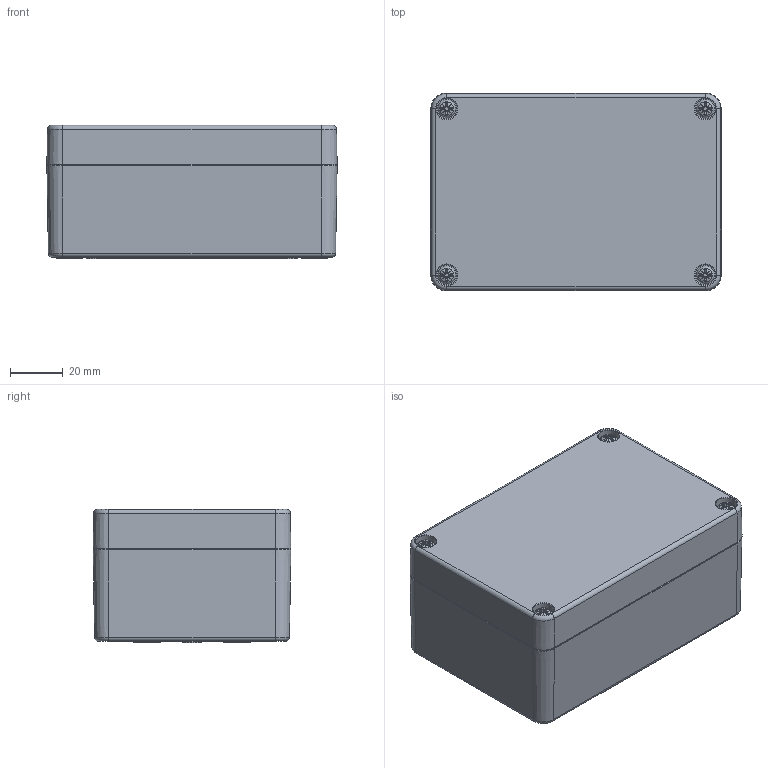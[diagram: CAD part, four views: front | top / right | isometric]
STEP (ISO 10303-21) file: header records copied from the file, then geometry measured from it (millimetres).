
FILE_DESCRIPTION((''),'2;1');
FILE_NAME('3211100360-MBP-Ex-leer_117550_VE.stp','2014-05-16T13:29:52',('robin.rentz'),(''),'Autodesk Inventor 2012','Autodesk Inventor 2012','');
FILE_SCHEMA(('AUTOMOTIVE_DESIGN { 1 0 10303 214 1 1 1 1 }'));
Length unit declared in the file: millimetre
Products named in the file (5): 3211100360-MBP-Ex-leer_117550_VE; 3211100360-UT_117550_VE; 3211100360-OT_117550_VE; 1990000276 Schraube BM4x24_11; xxx-O-Ring-MBP_117550
Assembly tree (7 placements, depth 2):
  3211100360-MBP-Ex-leer_117550_VE
    3211100360-UT_117550_VE
    3211100360-OT_117550_VE
    1990000276 Schraube BM4x24_11  x4
    xxx-O-Ring-MBP_117550
Bounding box: 109.99 x 74.99 x 50.5 mm (x, y, z)
Volume: 162605.9 mm3; surface area: 75361.8 mm2
Topology: 6 solids, 7 shells, 1443 faces, 3579 edges, 2205 vertices
Faces by surface type: bspline 414, plane 405, torus 240, cylinder 192, cone 144, revolution 40, sphere 8
Full cylindrical faces by diameter (mm): 2.459 x4, 3.242 x6, 3.3 x4, 4 x8, 4.5 x4, 4.8 x4, 6.8 x4, 7.5 x4, 8 x4
Entity records: 53225 total; most frequent: CARTESIAN_POINT 26543, ORIENTED_EDGE 5872, DIRECTION 4598, EDGE_CURVE 2939, VERTEX_POINT 1863, AXIS2_PLACEMENT_3D 1635, EDGE_LOOP 1425, VECTOR 1288
